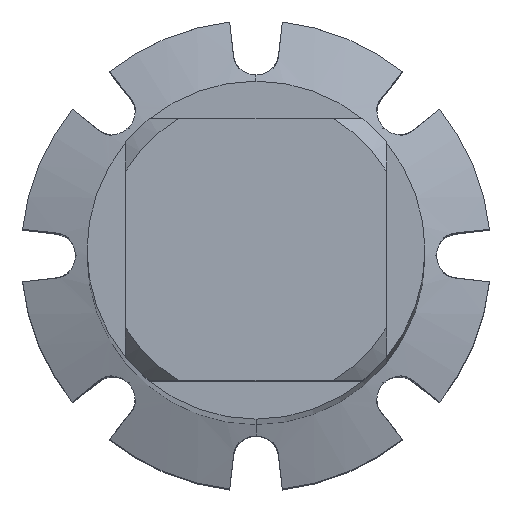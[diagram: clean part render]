
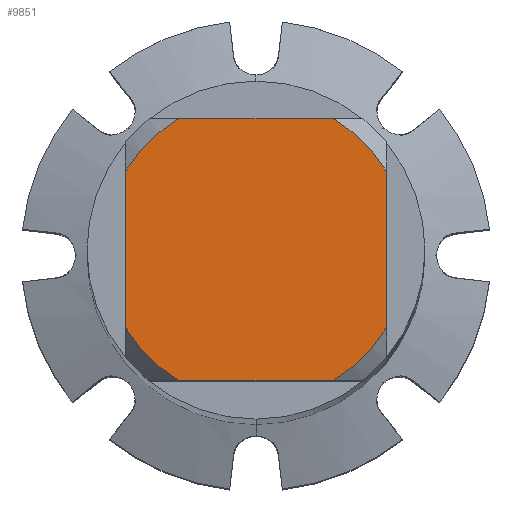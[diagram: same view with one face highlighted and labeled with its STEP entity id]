
A CAD part, top view. The second image highlights one B-rep face of the part: STEP entity #9851.
In plain terms, the highlighted planar face has unit normal (0, 0, 1).
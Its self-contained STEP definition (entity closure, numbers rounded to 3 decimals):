
#3853=VERTEX_POINT('',#11129);
#4335=EDGE_CURVE('',#10385,#3853,#11650,.T.);
#4737=EDGE_CURVE('',#7253,#6323,#12085,.T.);
#5491=VERTEX_POINT('',#12913);
#6143=EDGE_CURVE('',#5491,#6791,#13616,.T.);
#6291=EDGE_CURVE('',#6729,#6791,#13780,.T.);
#6323=VERTEX_POINT('',#13818);
#6411=EDGE_CURVE('',#5491,#6323,#13910,.T.);
#6591=EDGE_CURVE('',#6729,#3853,#14104,.T.);
#6729=VERTEX_POINT('',#14253);
#6791=VERTEX_POINT('',#14318);
#7253=VERTEX_POINT('',#14820);
#8751=EDGE_CURVE('',#7253,#9885,#16432,.T.);
#9035=EDGE_CURVE('',#10385,#9885,#16735,.T.);
#9851=ADVANCED_FACE('',(#17618),#17619,.T.);
#9885=VERTEX_POINT('',#17655);
#10385=VERTEX_POINT('',#18203);
#11129=CARTESIAN_POINT('',(3.1,1.83,0.0));
#11650=CIRCLE('',#20016,3.6);
#12085=LINE('',#20735,#20736);
#12913=CARTESIAN_POINT('',(-1.83,-3.1,0.0));
#13616=LINE('',#23345,#23346);
#13780=CIRCLE('',#23653,3.6);
#13818=CARTESIAN_POINT('',(-3.1,-1.83,0.0));
#13910=CIRCLE('',#23868,3.6);
#14104=LINE('',#24185,#24186);
#14253=CARTESIAN_POINT('',(3.1,-1.83,0.0));
#14318=CARTESIAN_POINT('',(1.83,-3.1,0.0));
#14820=CARTESIAN_POINT('',(-3.1,1.83,0.0));
#16432=CIRCLE('',#28360,3.6);
#16735=LINE('',#28926,#28927);
#17618=FACE_OUTER_BOUND('',#30476,.T.);
#17619=PLANE('',#30477);
#17655=CARTESIAN_POINT('',(-1.83,3.1,0.0));
#18203=CARTESIAN_POINT('',(1.83,3.1,0.0));
#20016=AXIS2_PLACEMENT_3D('',#33072,#33073,#33074);
#20735=CARTESIAN_POINT('',(-3.1,0.9,0.0));
#20736=VECTOR('',#33503,1.0);
#23345=CARTESIAN_POINT('',(0.0,-3.1,0.0));
#23346=VECTOR('',#35130,1.0);
#23653=AXIS2_PLACEMENT_3D('',#35343,#35344,#35345);
#23868=AXIS2_PLACEMENT_3D('',#35462,#35463,#35464);
#24185=CARTESIAN_POINT('',(3.1,0.9,0.0));
#24186=VECTOR('',#35649,1.0);
#28360=AXIS2_PLACEMENT_3D('',#38057,#38058,#38059);
#28926=CARTESIAN_POINT('',(0.0,3.1,0.0));
#28927=VECTOR('',#38327,1.0);
#30476=EDGE_LOOP('',(#39322,#39323,#39324,#39325,#39326,#39327,#39328,#39329));
#30477=AXIS2_PLACEMENT_3D('',#39330,#39331,#39332);
#33072=CARTESIAN_POINT('',(0.0,0.0,0.0));
#33073=DIRECTION('',(0.0,0.0,-1.0));
#33074=DIRECTION('',(0.0,1.0,0.0));
#33503=DIRECTION('',(-0.0,-1.0,0.0));
#35130=DIRECTION('',(1.0,0.0,0.0));
#35343=CARTESIAN_POINT('',(0.0,0.0,0.0));
#35344=DIRECTION('',(0.0,0.0,-1.0));
#35345=DIRECTION('',(0.0,1.0,0.0));
#35462=CARTESIAN_POINT('',(0.0,0.0,0.0));
#35463=DIRECTION('',(0.0,0.0,-1.0));
#35464=DIRECTION('',(0.0,1.0,0.0));
#35649=DIRECTION('',(-0.0,1.0,0.0));
#38057=CARTESIAN_POINT('',(0.0,0.0,0.0));
#38058=DIRECTION('',(0.0,0.0,-1.0));
#38059=DIRECTION('',(0.0,1.0,0.0));
#38327=DIRECTION('',(-1.0,0.0,0.0));
#39322=ORIENTED_EDGE('',*,*,#4737,.T.);
#39323=ORIENTED_EDGE('',*,*,#6411,.F.);
#39324=ORIENTED_EDGE('',*,*,#6143,.T.);
#39325=ORIENTED_EDGE('',*,*,#6291,.F.);
#39326=ORIENTED_EDGE('',*,*,#6591,.T.);
#39327=ORIENTED_EDGE('',*,*,#4335,.F.);
#39328=ORIENTED_EDGE('',*,*,#9035,.T.);
#39329=ORIENTED_EDGE('',*,*,#8751,.F.);
#39330=CARTESIAN_POINT('',(0.0,1.8,0.0));
#39331=DIRECTION('',(-0.0,0.0,1.0));
#39332=DIRECTION('',(0.0,-1.0,0.0));
